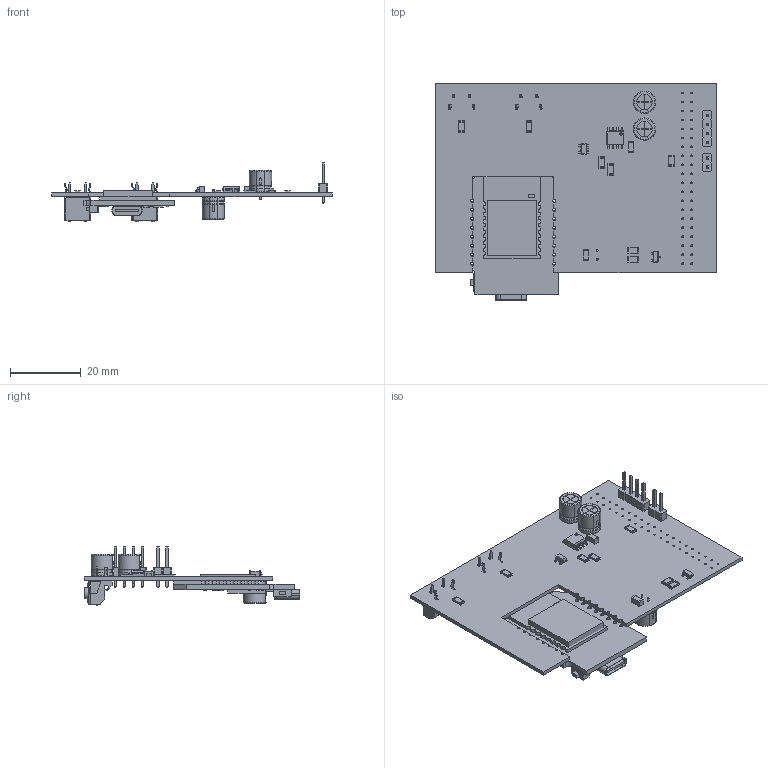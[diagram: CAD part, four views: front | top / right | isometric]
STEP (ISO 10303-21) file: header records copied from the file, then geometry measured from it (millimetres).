
FILE_DESCRIPTION(('KiCad electronic assembly'),'2;1');
FILE_NAME('main_v2.step','2024-06-28T13:00:16',('Pcbnew'),('Kicad'), 'Open CASCADE STEP processor 7.8','KiCad to STEP converter','Unknown' );
FILE_SCHEMA(('AUTOMOTIVE_DESIGN { 1 0 10303 214 1 1 1 1 }'));
Length unit declared in the file: millimetre
Products named in the file (22): main_v2 1; C_1206_3216Metric; R_1206_3216Metric; CP_Radial_D6.3mm_P2.50mm; CP_Radial_D63mm_P250mm; SOIC-8_3.9x4.9mm_P1.27mm; SOIC_8_39x49mm_P127mm; PinHeader_1x04_P2.54mm_Vertical; PinHeader_1x04_P254mm_Vertical; SOT-23-5; SOT_23_5; PinHeader_1x02_P2.54mm_Vertical; PinHeader_1x02_P254mm_Vertical; SOT-23; SOT_23; Weemos_D1_Mini v8; SW_Tactile_SPST_Angled_PTS645Vx39-2LFS; _autosave-main_v2_PCB
Assembly tree (31 placements, depth 3):
  main_v2 1
    C_1206_3216Metric  x2
      C_1206_3216Metric
    R_1206_3216Metric  x7
      R_1206_3216Metric
    CP_Radial_D6.3mm_P2.50mm  x3
      CP_Radial_D63mm_P250mm
    SOIC-8_3.9x4.9mm_P1.27mm
      SOIC_8_39x49mm_P127mm
    PinHeader_1x04_P2.54mm_Vertical
      PinHeader_1x04_P254mm_Vertical
    SOT-23-5
      SOT_23_5
    PinHeader_1x02_P2.54mm_Vertical
      PinHeader_1x02_P254mm_Vertical
    SOT-23
      SOT_23
    Weemos_D1_Mini v8
      Weemos_D1_Mini v8
    SW_Tactile_SPST_Angled_PTS645Vx39-2LFS  x2
      SW_Tactile_SPST_Angled_PTS645Vx39-2LFS
    _autosave-main_v2_PCB
Bounding box: 79.4 x 61.06 x 16.73 mm (x, y, z)
Volume: 7268.4 mm3; surface area: 13834.9 mm2
Topology: 53 solids, 56 shells, 1522 faces, 3820 edges, 2466 vertices
Faces by surface type: plane 1001, cylinder 393, bspline 100, revolution 12, torus 8, sphere 8
Full cylindrical faces by diameter (mm): 0.5 x66, 0.6 x1, 0.8 x8, 1 x24, 1.2 x4, 3.14 x2, 3.5 x2
Entity records: 39019 total; most frequent: CARTESIAN_POINT 6627, ORIENTED_EDGE 5560, DIRECTION 5361, EDGE_CURVE 2780, LINE 2091, VECTOR 2091, VERTEX_POINT 1789, AXIS2_PLACEMENT_3D 1633
